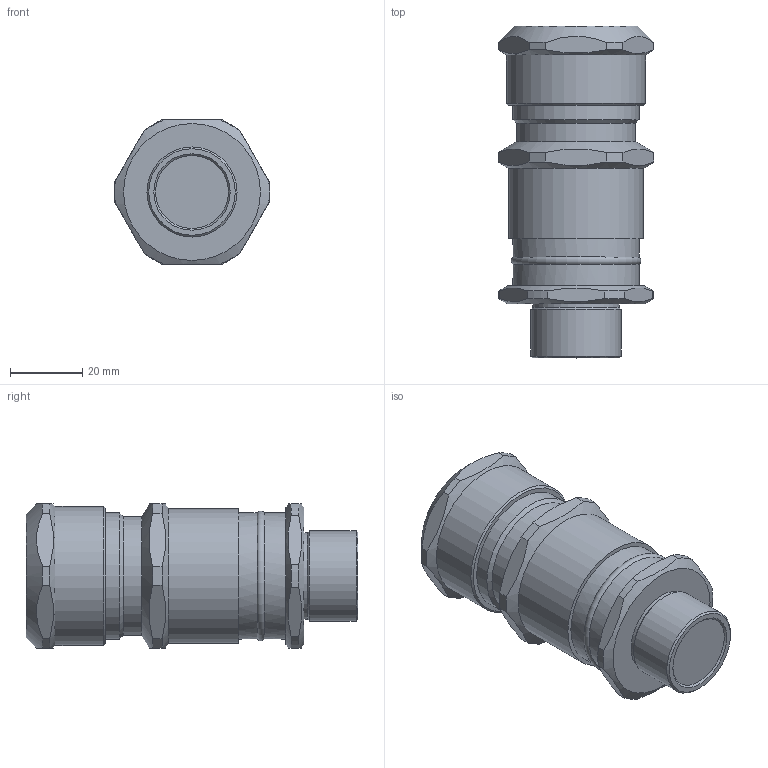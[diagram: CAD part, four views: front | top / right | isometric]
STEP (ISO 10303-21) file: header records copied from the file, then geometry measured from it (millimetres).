
FILE_DESCRIPTION(/* description */ (''),/* implementation_level */ '2;1');
FILE_NAME(/* name */ '',/* time_stamp */ '2024-06-25T09:34:03+07:00',/* author */ ('zeta-09'),/* organization */ (''),/* preprocessor_version */ 'ST-DEVELOPER v19.2',/* originating_system */ 'Autodesk Inventor 2024',/* authorisation */ '');
FILE_SCHEMA (('AUTOMOTIVE_DESIGN { 1 0 10303 214 3 1 1 }'));
Length unit declared in the file: millimetre
Products named in the file (1): Деталь1
Bounding box: 43.19 x 92.12 x 40 mm (x, y, z)
Volume: 91878.1 mm3; surface area: 13978.7 mm2
Topology: 1 solids, 1 shells, 65 faces, 164 edges, 107 vertices
Faces by surface type: plane 38, cylinder 14, cone 11, torus 2
Full cylindrical faces by diameter (mm): 24 x1, 25 x1, 33 x1, 35 x3, 37.4 x1, 38.6 x1
Entity records: 2016 total; most frequent: CARTESIAN_POINT 465, ORIENTED_EDGE 328, DIRECTION 277, EDGE_CURVE 164, AXIS2_PLACEMENT_3D 111, VERTEX_POINT 107, EDGE_LOOP 71, FACE_OUTER_BOUND 65
